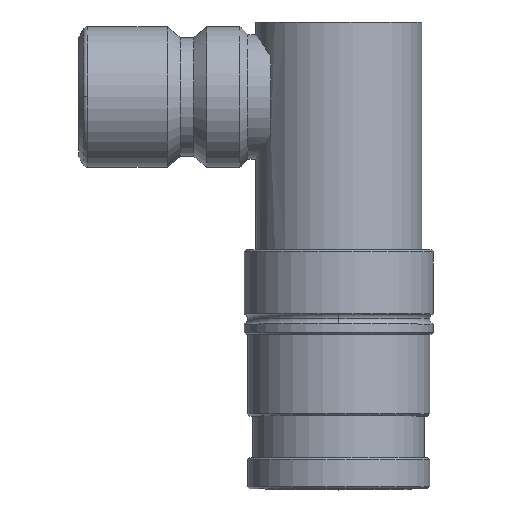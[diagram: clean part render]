
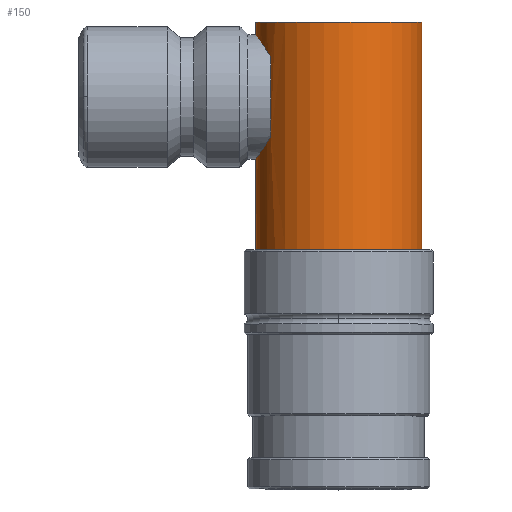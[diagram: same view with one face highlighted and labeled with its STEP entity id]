
A CAD part, top view. The second image highlights one B-rep face of the part: STEP entity #150.
In plain terms, the highlighted cylindrical face has radius 8 mm (diameter 16 mm), a partial arc.
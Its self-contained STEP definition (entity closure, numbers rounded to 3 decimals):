
#150=ADVANCED_FACE('',(#334),#335,.T.);
#334=FACE_OUTER_BOUND('',#547,.T.);
#335=CYLINDRICAL_SURFACE('',#548,8.0);
#547=EDGE_LOOP('',(#910,#911,#912,#913,#914,#915,#916,#917));
#548=AXIS2_PLACEMENT_3D('',#918,#919,#920);
#910=ORIENTED_EDGE('',*,*,#1344,.F.);
#911=ORIENTED_EDGE('',*,*,#1345,.F.);
#912=ORIENTED_EDGE('',*,*,#1346,.F.);
#913=ORIENTED_EDGE('',*,*,#1347,.F.);
#914=ORIENTED_EDGE('',*,*,#1348,.F.);
#915=ORIENTED_EDGE('',*,*,#1231,.T.);
#916=ORIENTED_EDGE('',*,*,#1349,.T.);
#917=ORIENTED_EDGE('',*,*,#1229,.T.);
#918=CARTESIAN_POINT('',(0.0,34.05,0.0));
#919=DIRECTION('',(0.0,1.0,0.0));
#920=DIRECTION('',(-1.0,0.0,0.));
#1229=EDGE_CURVE('',#1454,#1452,#1455,.T.);
#1231=EDGE_CURVE('',#1448,#1456,#1458,.T.);
#1344=EDGE_CURVE('',#1630,#1452,#1631,.T.);
#1345=EDGE_CURVE('',#1632,#1630,#1633,.T.);
#1346=EDGE_CURVE('',#1634,#1632,#1635,.T.);
#1347=EDGE_CURVE('',#1636,#1634,#1637,.T.);
#1348=EDGE_CURVE('',#1448,#1636,#1638,.T.);
#1349=EDGE_CURVE('',#1456,#1454,#1639,.T.);
#1448=VERTEX_POINT('',#1752);
#1452=VERTEX_POINT('',#1757);
#1454=VERTEX_POINT('',#1760);
#1455=B_SPLINE_CURVE_WITH_KNOTS('',3,(#1761,#1762,#1763,#1764,#1765,#1766,#1767,#1768,#1769,#1770,#1771,#1772,#1773,#1774,#1775,#1776,#1777,#1778,#1779,#1780,#1781,#1782,#1783,#1784,#1785,#1786),.UNSPECIFIED.,.F.,.F.,(4,2,2,2,2,2,2,2,2,2,2,2,4),(2.087,3.131,4.175,5.111,6.048,6.985,7.922,8.858,9.795,10.732,11.668,12.712,13.756),.UNSPECIFIED.);
#1456=VERTEX_POINT('',#1787);
#1458=B_SPLINE_CURVE_WITH_KNOTS('',3,(#1789,#1790,#1791,#1792,#1793,#1794,#1795,#1796,#1797,#1798,#1799,#1800,#1801,#1802,#1803,#1804,#1805,#1806,#1807,#1808,#1809,#1810,#1811,#1812,#1813,#1814),.UNSPECIFIED.,.F.,.F.,(4,2,2,2,2,2,2,2,2,2,2,2,4),(2.087,3.131,4.175,5.111,6.048,6.985,7.922,8.858,9.795,10.732,11.668,12.712,13.756),.UNSPECIFIED.);
#1630=VERTEX_POINT('',#2104);
#1631=LINE('',#2105,#2106);
#1632=VERTEX_POINT('',#2107);
#1633=CIRCLE('',#2108,8.0);
#1634=VERTEX_POINT('',#2109);
#1635=LINE('',#2110,#2111);
#1636=VERTEX_POINT('',#2112);
#1637=CIRCLE('',#2113,8.0);
#1638=LINE('',#2114,#2115);
#1639=LINE('',#2116,#2117);
#1752=CARTESIAN_POINT('',(-8.0,43.8,0.));
#1757=CARTESIAN_POINT('',(-8.0,31.8,0.));
#1760=CARTESIAN_POINT('',(-6.516,33.998,4.641));
#1761=CARTESIAN_POINT('',(-6.289,34.401,4.944));
#1762=CARTESIAN_POINT('',(-6.441,34.12,4.751));
#1763=CARTESIAN_POINT('',(-6.596,33.857,4.535));
#1764=CARTESIAN_POINT('',(-6.895,33.376,4.067));
#1765=CARTESIAN_POINT('',(-7.038,33.158,3.815));
#1766=CARTESIAN_POINT('',(-7.283,32.794,3.321));
#1767=CARTESIAN_POINT('',(-7.396,32.631,3.063));
#1768=CARTESIAN_POINT('',(-7.603,32.34,2.508));
#1769=CARTESIAN_POINT('',(-7.695,32.213,2.211));
#1770=CARTESIAN_POINT('',(-7.846,32.007,1.596));
#1771=CARTESIAN_POINT('',(-7.904,31.928,1.276));
#1772=CARTESIAN_POINT('',(-7.981,31.825,0.635));
#1773=CARTESIAN_POINT('',(-8.0,31.8,0.312));
#1774=CARTESIAN_POINT('',(-8.0,31.8,-0.312));
#1775=CARTESIAN_POINT('',(-7.981,31.825,-0.635));
#1776=CARTESIAN_POINT('',(-7.904,31.928,-1.276));
#1777=CARTESIAN_POINT('',(-7.846,32.007,-1.596));
#1778=CARTESIAN_POINT('',(-7.695,32.213,-2.211));
#1779=CARTESIAN_POINT('',(-7.603,32.34,-2.508));
#1780=CARTESIAN_POINT('',(-7.396,32.631,-3.063));
#1781=CARTESIAN_POINT('',(-7.283,32.794,-3.321));
#1782=CARTESIAN_POINT('',(-7.038,33.158,-3.815));
#1783=CARTESIAN_POINT('',(-6.895,33.376,-4.067));
#1784=CARTESIAN_POINT('',(-6.596,33.857,-4.535));
#1785=CARTESIAN_POINT('',(-6.441,34.12,-4.751));
#1786=CARTESIAN_POINT('',(-6.289,34.401,-4.944));
#1787=CARTESIAN_POINT('',(-6.516,41.602,4.641));
#1789=CARTESIAN_POINT('',(-6.289,41.199,-4.944));
#1790=CARTESIAN_POINT('',(-6.441,41.48,-4.751));
#1791=CARTESIAN_POINT('',(-6.596,41.743,-4.535));
#1792=CARTESIAN_POINT('',(-6.895,42.224,-4.067));
#1793=CARTESIAN_POINT('',(-7.038,42.442,-3.815));
#1794=CARTESIAN_POINT('',(-7.283,42.806,-3.321));
#1795=CARTESIAN_POINT('',(-7.396,42.969,-3.063));
#1796=CARTESIAN_POINT('',(-7.603,43.26,-2.508));
#1797=CARTESIAN_POINT('',(-7.695,43.387,-2.211));
#1798=CARTESIAN_POINT('',(-7.846,43.593,-1.596));
#1799=CARTESIAN_POINT('',(-7.904,43.672,-1.276));
#1800=CARTESIAN_POINT('',(-7.981,43.775,-0.635));
#1801=CARTESIAN_POINT('',(-8.0,43.8,-0.312));
#1802=CARTESIAN_POINT('',(-8.0,43.8,0.312));
#1803=CARTESIAN_POINT('',(-7.981,43.775,0.635));
#1804=CARTESIAN_POINT('',(-7.904,43.672,1.276));
#1805=CARTESIAN_POINT('',(-7.846,43.593,1.596));
#1806=CARTESIAN_POINT('',(-7.695,43.387,2.211));
#1807=CARTESIAN_POINT('',(-7.603,43.26,2.508));
#1808=CARTESIAN_POINT('',(-7.396,42.969,3.063));
#1809=CARTESIAN_POINT('',(-7.283,42.806,3.321));
#1810=CARTESIAN_POINT('',(-7.038,42.442,3.815));
#1811=CARTESIAN_POINT('',(-6.895,42.224,4.067));
#1812=CARTESIAN_POINT('',(-6.596,41.743,4.535));
#1813=CARTESIAN_POINT('',(-6.441,41.48,4.751));
#1814=CARTESIAN_POINT('',(-6.289,41.199,4.944));
#2104=CARTESIAN_POINT('',(-8.0,23.1,0.));
#2105=CARTESIAN_POINT('',(-8.0,34.05,0.));
#2106=VECTOR('',#2477,1.0);
#2107=CARTESIAN_POINT('',(8.0,23.1,0.));
#2108=AXIS2_PLACEMENT_3D('',#2478,#2479,#2480);
#2109=CARTESIAN_POINT('',(8.0,45.0,0.));
#2110=CARTESIAN_POINT('',(8.0,34.05,0.));
#2111=VECTOR('',#2481,1.0);
#2112=CARTESIAN_POINT('',(-8.0,45.0,0.));
#2113=AXIS2_PLACEMENT_3D('',#2482,#2483,#2484);
#2114=CARTESIAN_POINT('',(-8.0,34.05,0.));
#2115=VECTOR('',#2485,1.0);
#2116=CARTESIAN_POINT('',(-6.516,37.8,4.641));
#2117=VECTOR('',#2486,1.0);
#2477=DIRECTION('',(0.0,1.0,0.0));
#2478=CARTESIAN_POINT('',(0.0,23.1,0.0));
#2479=DIRECTION('',(0.,-1.0,0.));
#2480=DIRECTION('',(-1.0,0.,0.));
#2481=DIRECTION('',(-0.0,-1.0,-0.0));
#2482=CARTESIAN_POINT('',(0.0,45.0,0.0));
#2483=DIRECTION('',(0.0,1.0,0.0));
#2484=DIRECTION('',(-1.0,0.0,0.));
#2485=DIRECTION('',(0.0,1.0,0.0));
#2486=DIRECTION('',(0.0,-1.0,0.0));
